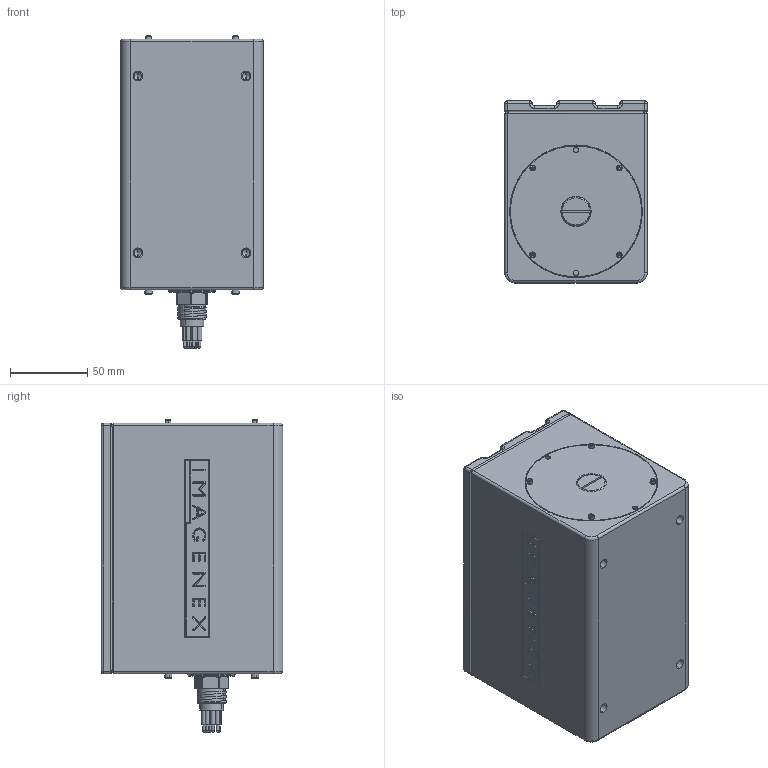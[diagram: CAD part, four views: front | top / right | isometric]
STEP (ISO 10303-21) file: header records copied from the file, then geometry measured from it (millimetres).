
FILE_DESCRIPTION (( 'STEP AP203' ), '1' );
FILE_NAME ('DT100 Delrin.STEP', '2017-10-20T18:11:26', ( '' ), ( '' ), 'SwSTEP 2.0', 'SolidWorks 2013', '' );
FILE_SCHEMA (( 'CONFIG_CONTROL_DESIGN' ));
Length unit declared in the file: inch
Products named in the file (11): 325-717-02; Socket Head Cap ScrewAI_HX-SHCS 0.112-40x0.5625x0.5625-N; d32571600; d33517700; subconnMCBH8MSS; Socket Head Cap Screw_AI_HX-SHCS 0.138-32x1.375x0.875-N; 325-601-00; 325-717-01; 325-763-00; Socket Head Cap ScrewAI_HX-SHCS 0.086-56x0.3125x0.3125-N; DT100 Delrin
Assembly tree (19 placements, depth 2):
  DT100 Delrin
    325-717-01
    Socket Head Cap ScrewAI_HX-SHCS 0.086-56x0.3125x0.3125-N  x4
    325-717-02
    Socket Head Cap ScrewAI_HX-SHCS 0.112-40x0.5625x0.5625-N  x4
    d32571600
    d33517700
    subconnMCBH8MSS
    Socket Head Cap Screw_AI_HX-SHCS 0.138-32x1.375x0.875-N  x4
    325-601-00
    325-763-00
Bounding box: 92.08 x 117.41 x 201.89 mm (x, y, z)
Volume: 1781518.5 mm3; surface area: 184811.1 mm2
Topology: 19 solids, 19 shells, 1533 faces, 3551 edges, 1986 vertices
Faces by surface type: cylinder 617, plane 444, cone 184, torus 130, sphere 112, bspline 46
Entity records: 39803 total; most frequent: CARTESIAN_POINT 9919, DIRECTION 6452, ORIENTED_EDGE 5594, EDGE_CURVE 2797, AXIS2_PLACEMENT_3D 2601, VERTEX_POINT 1641, EDGE_LOOP 1442, CIRCLE 1335
